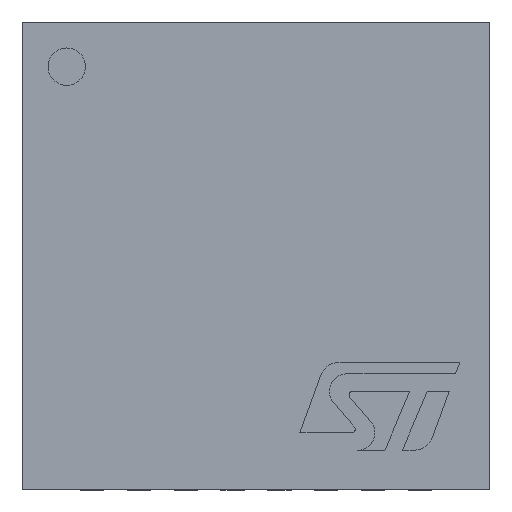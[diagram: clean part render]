
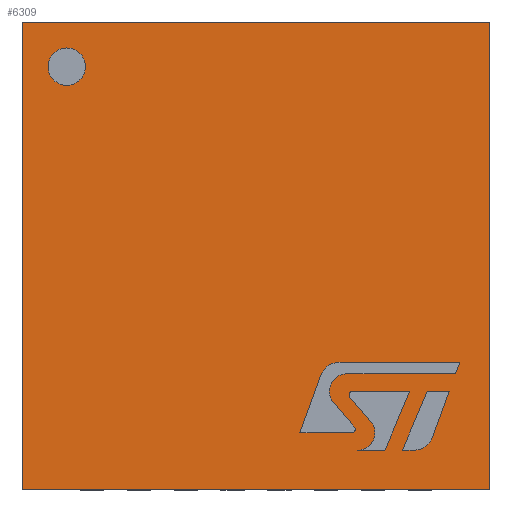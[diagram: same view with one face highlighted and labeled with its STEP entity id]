
A CAD part, top view. The second image highlights one B-rep face of the part: STEP entity #6309.
In plain terms, the highlighted planar face has unit normal (0, 0, 1).
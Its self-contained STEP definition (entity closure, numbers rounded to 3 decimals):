
#70=FACE_BOUND('',#877,.T.);
#179=PLANE('',#6841);
#508=FACE_OUTER_BOUND('',#876,.T.);
#876=EDGE_LOOP('',(#4994,#4995,#4996,#4997));
#877=EDGE_LOOP('',(#4998,#4999));
#1295=LINE('',#9420,#2026);
#1309=LINE('',#9441,#2040);
#1323=LINE('',#9462,#2054);
#1418=LINE('',#9691,#2149);
#2026=VECTOR('',#7611,10.);
#2040=VECTOR('',#7627,10.);
#2054=VECTOR('',#7643,10.);
#2149=VECTOR('',#7860,10.);
#2565=CIRCLE('',#6633,0.2);
#2566=CIRCLE('',#6634,0.2);
#2709=VERTEX_POINT('',#8921);
#2710=VERTEX_POINT('',#8922);
#2882=VERTEX_POINT('',#9417);
#2883=VERTEX_POINT('',#9419);
#2889=VERTEX_POINT('',#9440);
#2895=VERTEX_POINT('',#9461);
#3293=EDGE_CURVE('',#2709,#2710,#2565,.T.);
#3294=EDGE_CURVE('',#2710,#2709,#2566,.T.);
#3531=EDGE_CURVE('',#2882,#2883,#1295,.T.);
#3545=EDGE_CURVE('',#2883,#2889,#1309,.T.);
#3559=EDGE_CURVE('',#2895,#2889,#1323,.T.);
#3674=EDGE_CURVE('',#2895,#2882,#1418,.T.);
#4994=ORIENTED_EDGE('',*,*,#3559,.T.);
#4995=ORIENTED_EDGE('',*,*,#3545,.F.);
#4996=ORIENTED_EDGE('',*,*,#3531,.F.);
#4997=ORIENTED_EDGE('',*,*,#3674,.F.);
#4998=ORIENTED_EDGE('',*,*,#3293,.T.);
#4999=ORIENTED_EDGE('',*,*,#3294,.T.);
#6309=ADVANCED_FACE('',(#508,#70),#179,.T.);
#6633=AXIS2_PLACEMENT_3D('',#8923,#7155,#7156);
#6634=AXIS2_PLACEMENT_3D('',#8924,#7157,#7158);
#6841=AXIS2_PLACEMENT_3D('',#9755,#7919,#7920);
#7155=DIRECTION('center_axis',(0.,0.,-1.));
#7156=DIRECTION('ref_axis',(1.,0.,0.));
#7157=DIRECTION('center_axis',(0.,0.,-1.));
#7158=DIRECTION('ref_axis',(1.,0.,0.));
#7611=DIRECTION('',(0.,1.,0.));
#7627=DIRECTION('',(1.,0.,0.));
#7643=DIRECTION('',(0.,1.,0.));
#7860=DIRECTION('',(-1.,0.,0.));
#7919=DIRECTION('center_axis',(0.,0.,1.));
#7920=DIRECTION('ref_axis',(1.,0.,0.));
#8921=CARTESIAN_POINT('',(-1.823,2.023,1.));
#8922=CARTESIAN_POINT('',(-2.223,2.023,1.));
#8923=CARTESIAN_POINT('Origin',(-2.023,2.023,1.));
#8924=CARTESIAN_POINT('Origin',(-2.023,2.023,1.));
#9417=CARTESIAN_POINT('',(-2.5,-2.5,1.));
#9419=CARTESIAN_POINT('',(-2.5,2.5,1.));
#9420=CARTESIAN_POINT('',(-2.5,0.,1.));
#9440=CARTESIAN_POINT('',(2.5,2.5,1.));
#9441=CARTESIAN_POINT('',(-2.5,2.5,1.));
#9461=CARTESIAN_POINT('',(2.5,-2.5,1.));
#9462=CARTESIAN_POINT('',(2.5,0.,1.));
#9691=CARTESIAN_POINT('',(-2.5,-2.5,1.));
#9755=CARTESIAN_POINT('Origin',(-2.5,0.,1.));
